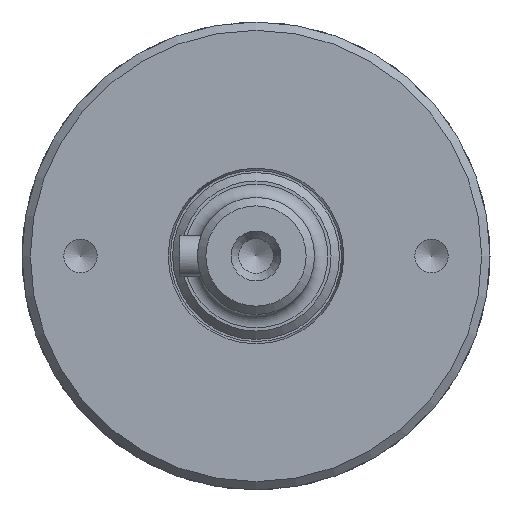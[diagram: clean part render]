
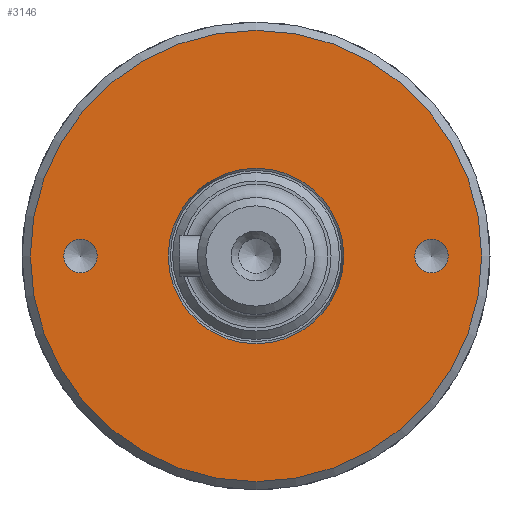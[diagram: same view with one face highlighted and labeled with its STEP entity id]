
A CAD part, left-side view. The second image highlights one B-rep face of the part: STEP entity #3146.
In plain terms, the highlighted planar face has unit normal (-1, 0, 0).
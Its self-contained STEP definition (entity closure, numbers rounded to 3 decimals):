
#66=FACE_BOUND('',#437,.T.);
#67=FACE_BOUND('',#438,.T.);
#68=FACE_BOUND('',#439,.T.);
#97=PLANE('',#3382);
#248=FACE_OUTER_BOUND('',#436,.T.);
#436=EDGE_LOOP('',(#2099,#2100));
#437=EDGE_LOOP('',(#2101,#2102));
#438=EDGE_LOOP('',(#2103,#2104));
#439=EDGE_LOOP('',(#2105,#2106));
#1133=CIRCLE('',#3363,2.);
#1134=CIRCLE('',#3364,2.);
#1137=CIRCLE('',#3369,2.);
#1138=CIRCLE('',#3370,2.);
#1145=CIRCLE('',#3380,10.5);
#1146=CIRCLE('',#3381,10.5);
#1147=CIRCLE('',#3383,27.);
#1148=CIRCLE('',#3384,27.);
#1316=VERTEX_POINT('',#4699);
#1317=VERTEX_POINT('',#4700);
#1321=VERTEX_POINT('',#4712);
#1322=VERTEX_POINT('',#4713);
#1329=VERTEX_POINT('',#4732);
#1330=VERTEX_POINT('',#4734);
#1331=VERTEX_POINT('',#4738);
#1332=VERTEX_POINT('',#4739);
#1621=EDGE_CURVE('',#1316,#1317,#1133,.T.);
#1622=EDGE_CURVE('',#1317,#1316,#1134,.T.);
#1627=EDGE_CURVE('',#1321,#1322,#1137,.T.);
#1628=EDGE_CURVE('',#1322,#1321,#1138,.T.);
#1637=EDGE_CURVE('',#1330,#1329,#1145,.T.);
#1638=EDGE_CURVE('',#1329,#1330,#1146,.T.);
#1639=EDGE_CURVE('',#1331,#1332,#1147,.T.);
#1640=EDGE_CURVE('',#1332,#1331,#1148,.T.);
#2099=ORIENTED_EDGE('',*,*,#1639,.F.);
#2100=ORIENTED_EDGE('',*,*,#1640,.F.);
#2101=ORIENTED_EDGE('',*,*,#1621,.T.);
#2102=ORIENTED_EDGE('',*,*,#1622,.T.);
#2103=ORIENTED_EDGE('',*,*,#1627,.T.);
#2104=ORIENTED_EDGE('',*,*,#1628,.T.);
#2105=ORIENTED_EDGE('',*,*,#1637,.T.);
#2106=ORIENTED_EDGE('',*,*,#1638,.T.);
#3146=ADVANCED_FACE('',(#248,#66,#67,#68),#97,.T.);
#3363=AXIS2_PLACEMENT_3D('',#4701,#3735,#3736);
#3364=AXIS2_PLACEMENT_3D('',#4702,#3737,#3738);
#3369=AXIS2_PLACEMENT_3D('',#4714,#3749,#3750);
#3370=AXIS2_PLACEMENT_3D('',#4715,#3751,#3752);
#3380=AXIS2_PLACEMENT_3D('',#4735,#3773,#3774);
#3381=AXIS2_PLACEMENT_3D('',#4736,#3775,#3776);
#3382=AXIS2_PLACEMENT_3D('',#4737,#3777,#3778);
#3383=AXIS2_PLACEMENT_3D('',#4740,#3779,#3780);
#3384=AXIS2_PLACEMENT_3D('',#4741,#3781,#3782);
#3735=DIRECTION('center_axis',(1.,0.,0.));
#3736=DIRECTION('ref_axis',(0.,0.,
-1.));
#3737=DIRECTION('center_axis',(1.,0.,0.));
#3738=DIRECTION('ref_axis',(0.,0.,
-1.));
#3749=DIRECTION('center_axis',(1.,0.,0.));
#3750=DIRECTION('ref_axis',(0.,0.,
-1.));
#3751=DIRECTION('center_axis',(1.,0.,0.));
#3752=DIRECTION('ref_axis',(0.,0.,
-1.));
#3773=DIRECTION('center_axis',(1.,0.,0.));
#3774=DIRECTION('ref_axis',(0.,-1.,0.));
#3775=DIRECTION('center_axis',(1.,0.,0.));
#3776=DIRECTION('ref_axis',(0.,-1.,0.));
#3777=DIRECTION('center_axis',(-1.,0.,0.));
#3778=DIRECTION('ref_axis',(0.,0.,
-1.));
#3779=DIRECTION('center_axis',(1.,0.,0.));
#3780=DIRECTION('ref_axis',(0.,-1.,0.));
#3781=DIRECTION('center_axis',(1.,0.,0.));
#3782=DIRECTION('ref_axis',(0.,-1.,0.));
#4699=CARTESIAN_POINT('',(-139.4,-21.,-2.));
#4700=CARTESIAN_POINT('',(-139.4,-21.,2.));
#4701=CARTESIAN_POINT('Origin',(-139.4,-21.,0.));
#4702=CARTESIAN_POINT('Origin',(-139.4,-21.,0.));
#4712=CARTESIAN_POINT('',(-139.4,21.,-2.));
#4713=CARTESIAN_POINT('',(-139.4,21.,2.));
#4714=CARTESIAN_POINT('Origin',(-139.4,21.,0.));
#4715=CARTESIAN_POINT('Origin',(-139.4,21.,0.));
#4732=CARTESIAN_POINT('',(-139.4,10.5,0.));
#4734=CARTESIAN_POINT('',(-139.4,-10.5,0.));
#4735=CARTESIAN_POINT('Origin',(-139.4,0.,0.));
#4736=CARTESIAN_POINT('Origin',(-139.4,0.,0.));
#4737=CARTESIAN_POINT('Origin',(-139.4,-18.75,0.));
#4738=CARTESIAN_POINT('',(-139.4,-27.,0.));
#4739=CARTESIAN_POINT('',(-139.4,27.,0.));
#4740=CARTESIAN_POINT('Origin',(-139.4,0.,0.));
#4741=CARTESIAN_POINT('Origin',(-139.4,0.,0.));
